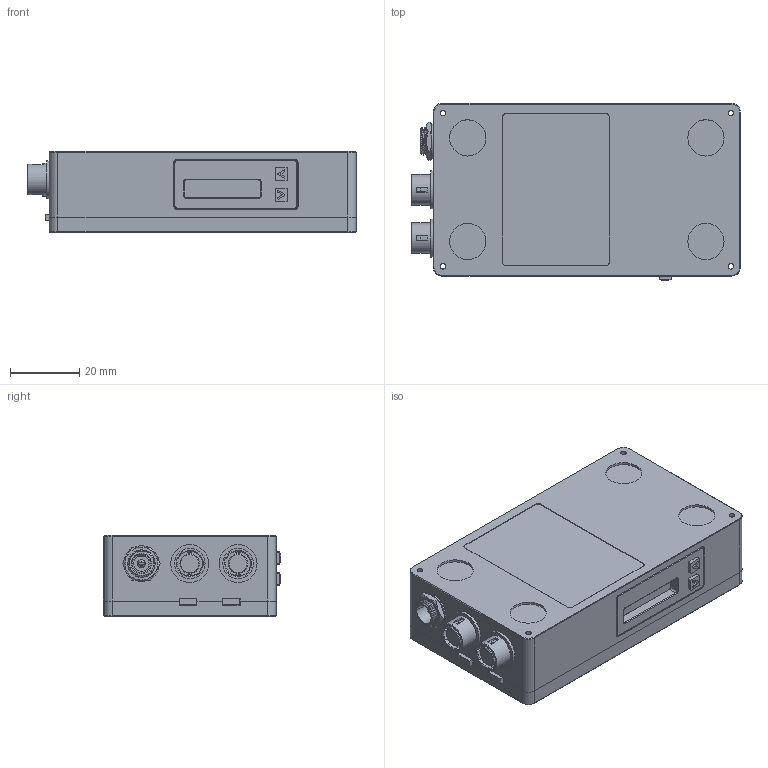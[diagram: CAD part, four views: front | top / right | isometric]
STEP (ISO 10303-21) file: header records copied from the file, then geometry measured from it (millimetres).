
FILE_DESCRIPTION (( 'STEP AP214' ), '1' );
FILE_NAME ('RIO assembly.STEP', '2023-12-17T13:20:14', ( '' ), ( '' ), 'SwSTEP 2.0', 'SolidWorks 2021', '' );
FILE_SCHEMA (( 'AUTOMOTIVE_DESIGN' ));
Length unit declared in the file: millimetre
Products named in the file (9): RIO assembly; 722RA; HR10-7R-6SA___ _________; washer; RIO_Case___; RIO_Button___; nut; RIO_PCB_V1.0_PublicExport; RIO_Cover___
Assembly tree (9 placements, depth 2):
  RIO assembly
    RIO_Cover___
    RIO_Case___
    HR10-7R-6SA___ _________  x2
    RIO_Button___
    RIO_PCB_V1.0_PublicExport
    722RA
    nut
    washer
Bounding box: 95.31 x 51.31 x 23.5 mm (x, y, z)
Volume: 31613.5 mm3; surface area: 39267.1 mm2
Topology: 8 solids, 14 shells, 1274 faces, 3466 edges, 2216 vertices
Faces by surface type: plane 630, cylinder 478, cone 125, torus 36, bspline 5
Full cylindrical faces by diameter (mm): 0.55 x12, 0.8 x4, 1.2 x12, 1.6 x4, 2 x2, 2.2 x4, 2.7 x4, 4 x4, 4.5 x1, 5.6 x2, 5.7 x2, 6.6 x2, 8 x4, 8.85 x2, 10.5 x4, 11 x4
Entity records: 36567 total; most frequent: CARTESIAN_POINT 8499, ORIENTED_EDGE 5268, DIRECTION 5244, EDGE_CURVE 2639, AXIS2_PLACEMENT_3D 1917, VERTEX_POINT 1731, LINE 1410, VECTOR 1410
